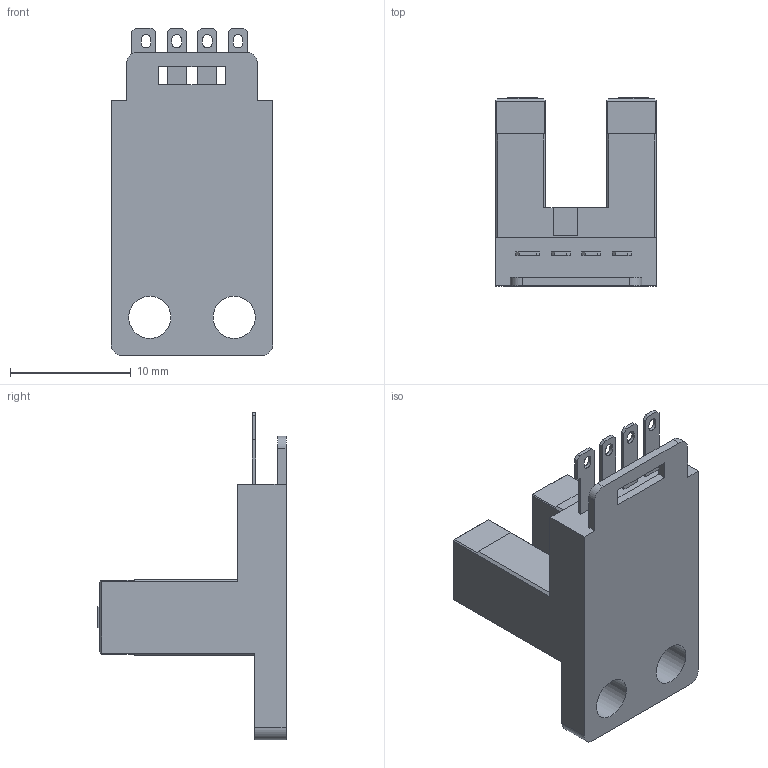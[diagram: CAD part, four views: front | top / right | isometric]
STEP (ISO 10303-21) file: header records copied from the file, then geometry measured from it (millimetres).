
FILE_DESCRIPTION(/* description */ (''),/* implementation_level */ '2;1');
FILE_NAME(/* name */ 'KPS-M64C.stp',/* time_stamp */ '2019-08-07T14:25:07+09:00',/* author */ ('사용자'),/* organization */ (''),/* preprocessor_version */ 'ST-DEVELOPER v16.1',/* originating_system */ 'Autodesk Inventor 2016',/* authorisation */ '');
FILE_SCHEMA (('CONFIG_CONTROL_DESIGN'));
Length unit declared in the file: millimetre
Products named in the file (1): KPS-M64C
Bounding box: 13.4 x 15.6 x 27.2 mm (x, y, z)
Volume: 1665.9 mm3; surface area: 1489.2 mm2
Topology: 1 solids, 1 shells, 122 faces, 342 edges, 228 vertices
Faces by surface type: plane 108, cylinder 14
Full cylindrical faces by diameter (mm): 3.5 x2
Entity records: 3969 total; most frequent: CARTESIAN_POINT 691, ORIENTED_EDGE 680, DIRECTION 614, EDGE_CURVE 340, LINE 312, VECTOR 312, VERTEX_POINT 228, AXIS2_PLACEMENT_3D 151
